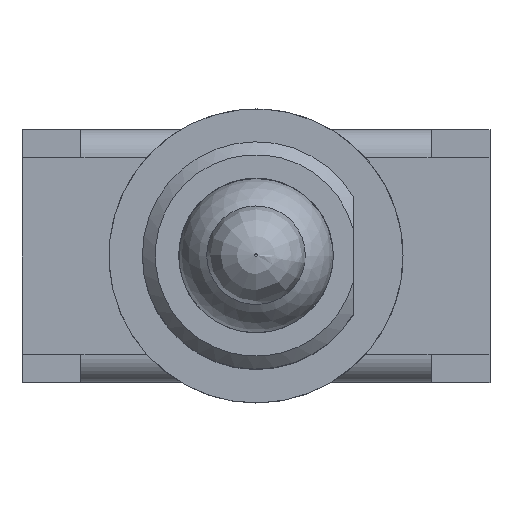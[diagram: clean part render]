
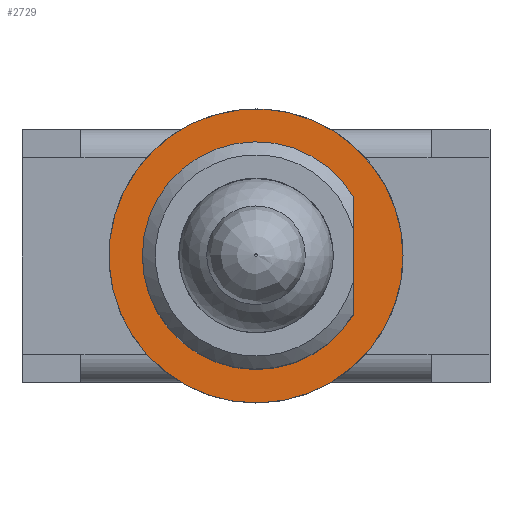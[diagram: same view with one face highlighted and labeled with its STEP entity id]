
A CAD part, top view. The second image highlights one B-rep face of the part: STEP entity #2729.
In plain terms, the highlighted planar face has unit normal (0, 0, 1).
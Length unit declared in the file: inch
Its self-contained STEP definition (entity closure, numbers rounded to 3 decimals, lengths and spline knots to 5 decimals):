
#2659=CARTESIAN_POINT('',(0.10374,-0.06316,0.39016));
#2660=VERTEX_POINT('',#2659);
#2667=CARTESIAN_POINT('',(0.10374,0.06316,0.39016));
#2668=VERTEX_POINT('',#2667);
#2669=CARTESIAN_POINT('',(0.10374,0.06316,0.39016));
#2670=DIRECTION('',(0.0,-1.0,0.0));
#2671=VECTOR('',#2670,0.12633);
#2672=LINE('',#2669,#2671);
#2673=EDGE_CURVE('',#2668,#2660,#2672,.T.);
#2698=CARTESIAN_POINT('',(0.,0.,0.39016));
#2699=DIRECTION('',(0.0,0.0,-1.0));
#2700=DIRECTION('',(-0.854,-0.52,0.0));
#2701=AXIS2_PLACEMENT_3D('',#2698,#2699,#2700);
#2702=CIRCLE('',#2701,0.12146);
#2703=EDGE_CURVE('',#2660,#2668,#2702,.T.);
#2709=CARTESIAN_POINT('',(0.1728,0.1728,0.39016));
#2710=DIRECTION('',(0.0,0.0,1.0));
#2711=DIRECTION('',(1.0,0.0,0.0));
#2712=AXIS2_PLACEMENT_3D('',#2709,#2710,#2711);
#2713=PLANE('',#2712);
#2714=CARTESIAN_POINT('',(0.15709,0.,0.39016));
#2715=VERTEX_POINT('',#2714);
#2716=CARTESIAN_POINT('',(0.,0.,0.39016));
#2717=DIRECTION('',(0.0,0.0,1.0));
#2718=DIRECTION('',(-1.0,0.0,0.0));
#2719=AXIS2_PLACEMENT_3D('',#2716,#2717,#2718);
#2720=CIRCLE('',#2719,0.15709);
#2721=EDGE_CURVE('',#2715,#2715,#2720,.T.);
#2722=ORIENTED_EDGE('',*,*,#2721,.T.);
#2723=EDGE_LOOP('',(#2722));
#2724=FACE_OUTER_BOUND('',#2723,.T.);
#2725=ORIENTED_EDGE('',*,*,#2703,.T.);
#2726=ORIENTED_EDGE('',*,*,#2673,.T.);
#2727=EDGE_LOOP('',(#2725,#2726));
#2728=FACE_BOUND('',#2727,.T.);
#2729=ADVANCED_FACE('',(#2724,#2728),#2713,.T.);
